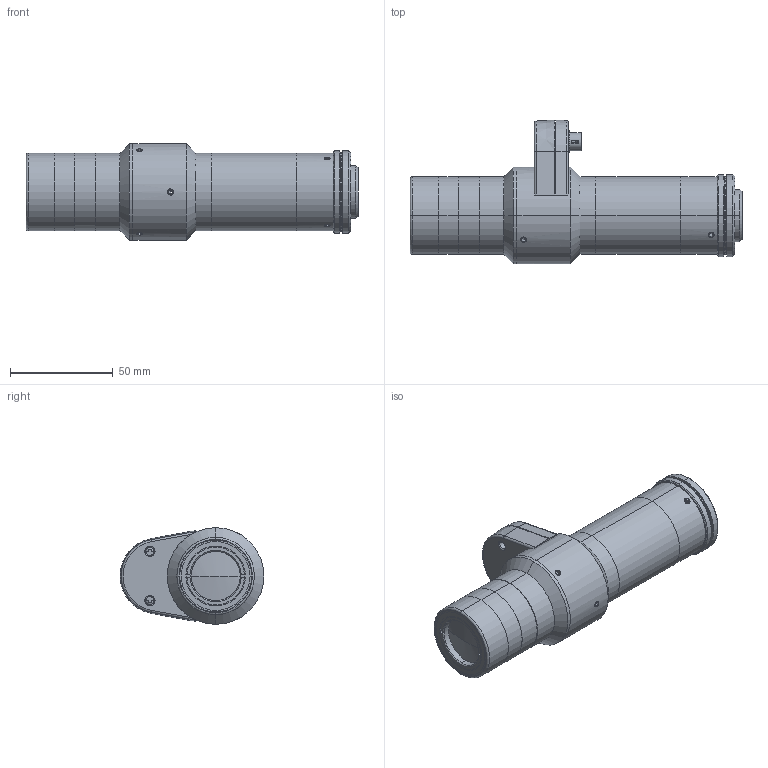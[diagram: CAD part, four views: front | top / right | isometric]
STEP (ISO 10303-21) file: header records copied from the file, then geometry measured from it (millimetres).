
FILE_DESCRIPTION (( 'STEP AP203' ), '1' );
FILE_NAME ('DP30288_TCEL250.step', '2021-10-07T12:08:08', ( '' ), ( '' ), 'SwSTEP 2.0', 'SolidWorks 2021', '' );
FILE_SCHEMA (( 'CONFIG_CONTROL_DESIGN' ));
Length unit declared in the file: millimetre
Products named in the file (1): DP30288_TCEL250
Bounding box: 161.53 x 70 x 47 mm (x, y, z)
Surface area: 34447.3 mm2 (no closed solid volume)
Topology: 0 solids, 41 shells, 254 faces, 790 edges, 569 vertices
Faces by surface type: plane 114, cylinder 95, cone 33, torus 8, sphere 4
Entity records: 9407 total; most frequent: CARTESIAN_POINT 2234, DIRECTION 1579, ORIENTED_EDGE 1233, EDGE_CURVE 790, AXIS2_PLACEMENT_3D 592, VERTEX_POINT 569, LINE 395, VECTOR 395
